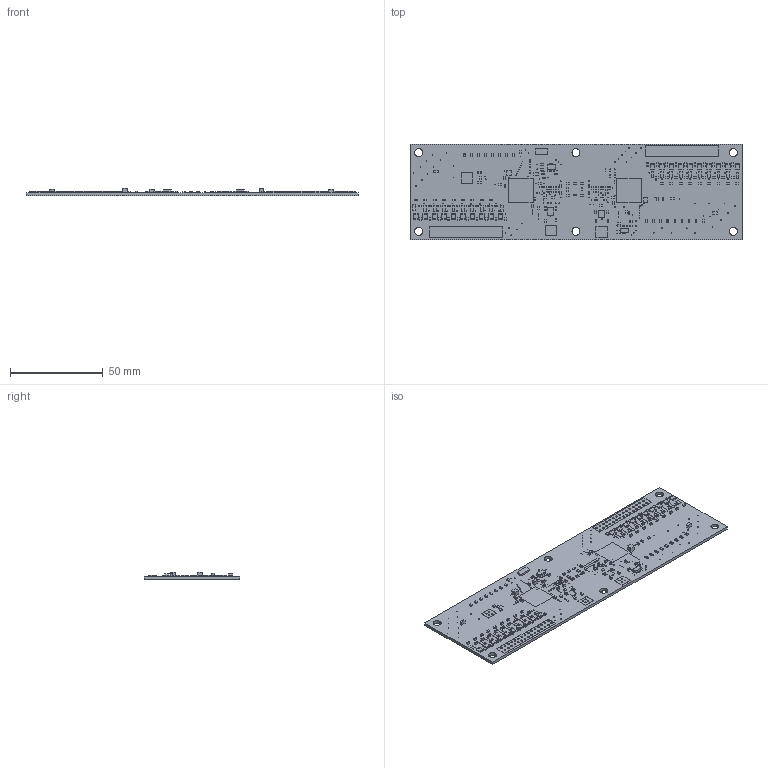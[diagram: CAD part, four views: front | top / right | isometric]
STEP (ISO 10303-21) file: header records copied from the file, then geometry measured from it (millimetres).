
FILE_DESCRIPTION(/* description */ (''),/* implementation_level */ '2;1');
FILE_NAME(/* name */ '9b4be4d4-beba-40b0-b694-9e4f4ffe72cf.stp',/* time_stamp */ '2024-02-06T17:09:09Z',/* author */ (''),/* organization */ (''),/* preprocessor_version */ 'ST-DEVELOPER v20',/* originating_system */ 'Autodesk Translation Framework v12.20.1.177',/* authorisation */ '');
FILE_SCHEMA (('AUTOMOTIVE_DESIGN { 1 0 10303 214 3 1 1 }'));
Length unit declared in the file: millimetre
Products named in the file (16): 9b4be4d4-beba-40b0-b694-9e4f4ffe72cf; PCB Component; Board; 0.47uF; DF11-4DP-2DSA(24); ESDAVLC6-2BLY; SJ; PBQ79656PAPTQ1; 10; PBHV8115X, 115; TPB2,54; 22-23-2031; 10_1; 87606-315LF; SMD1,27-2,54; TJ-S1608SW6TNPGLCRB-A5
Assembly tree (184 placements, depth 3):
  9b4be4d4-beba-40b0-b694-9e4f4ffe72cf
    PCB Component
      Board
      0.47uF  x71
      DF11-4DP-2DSA(24)  x3
      ESDAVLC6-2BLY  x2
      SJ
      PBQ79656PAPTQ1  x2
      10  x54
      PBHV8115X, 115  x2
      TPB2,54  x2
      22-23-2031
      10_1  x20
      87606-315LF  x2
      SMD1,27-2,54  x2
      TJ-S1608SW6TNPGLCRB-A5  x20
Bounding box: 179.05 x 51.74 x 4.1 mm (x, y, z)
Volume: 14727.4 mm3; surface area: 23587.3 mm2
Topology: 183 solids, 183 shells, 4884 faces, 10630 edges, 6220 vertices
Faces by surface type: plane 2406, cylinder 1614, sphere 864
Full cylindrical faces by diameter (mm): 0.35 x237, 0.762 x12, 1 x3, 1.016 x60, 4.318 x6
Entity records: 19267 total; most frequent: DIRECTION 3382, CARTESIAN_POINT 2874, ORIENTED_EDGE 2644, AXIS2_PLACEMENT_3D 1372, EDGE_CURVE 1322, EDGE_LOOP 1126, VERTEX_POINT 864, CIRCLE 684
